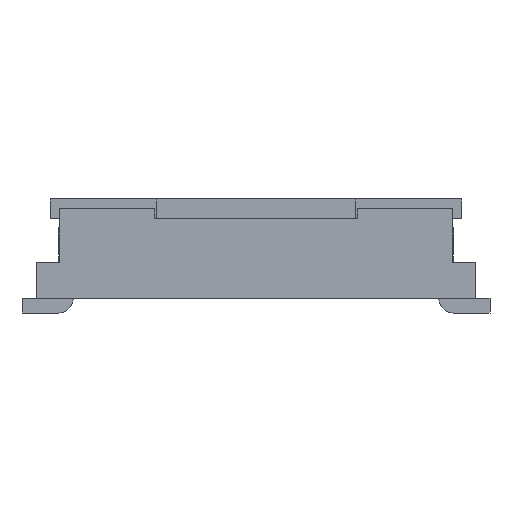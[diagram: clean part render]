
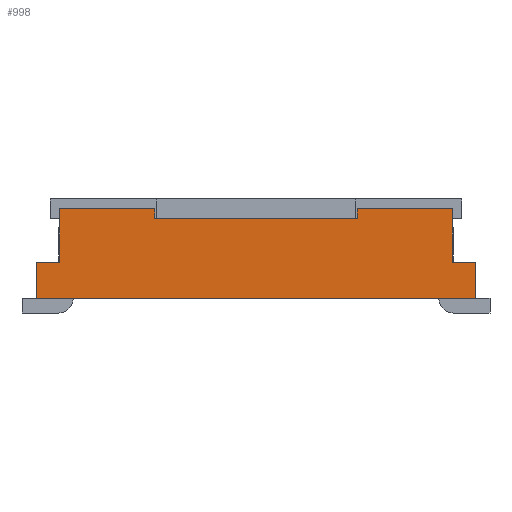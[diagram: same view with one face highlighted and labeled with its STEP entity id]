
A CAD part, left-side view. The second image highlights one B-rep face of the part: STEP entity #998.
In plain terms, the highlighted planar face has unit normal (-1, 0, 0).
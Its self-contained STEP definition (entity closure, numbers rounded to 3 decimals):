
#998 = ADVANCED_FACE( '', ( #2040 ), #2041, .F. );
#2040 = FACE_OUTER_BOUND( '', #3396, .T. );
#2041 = PLANE( '', #3397 );
#3396 = EDGE_LOOP( '', ( #4979, #4980, #4981, #4982, #4983, #4984, #4985, #4986, #4987, #4988, #4989, #4990, #4991, #4992, #4993, #4994 ) );
#3397 = AXIS2_PLACEMENT_3D( '', #4995, #4996, #4997 );
#4979 = ORIENTED_EDGE( '', *, *, #8952, .T. );
#4980 = ORIENTED_EDGE( '', *, *, #8953, .T. );
#4981 = ORIENTED_EDGE( '', *, *, #8954, .T. );
#4982 = ORIENTED_EDGE( '', *, *, #8955, .F. );
#4983 = ORIENTED_EDGE( '', *, *, #8956, .F. );
#4984 = ORIENTED_EDGE( '', *, *, #8957, .F. );
#4985 = ORIENTED_EDGE( '', *, *, #8958, .F. );
#4986 = ORIENTED_EDGE( '', *, *, #8959, .F. );
#4987 = ORIENTED_EDGE( '', *, *, #8960, .F. );
#4988 = ORIENTED_EDGE( '', *, *, #8961, .F. );
#4989 = ORIENTED_EDGE( '', *, *, #8962, .F. );
#4990 = ORIENTED_EDGE( '', *, *, #8963, .F. );
#4991 = ORIENTED_EDGE( '', *, *, #8964, .F. );
#4992 = ORIENTED_EDGE( '', *, *, #8785, .F. );
#4993 = ORIENTED_EDGE( '', *, *, #8965, .F. );
#4994 = ORIENTED_EDGE( '', *, *, #8797, .T. );
#4995 = CARTESIAN_POINT( '', ( -8.25, 4.5, 0.75 ) );
#4996 = DIRECTION( '', ( 1., 0., 0. ) );
#4997 = DIRECTION( '', ( 0., 0., -1. ) );
#8785 = EDGE_CURVE( '', #10315, #10316, #10317, .T. );
#8797 = EDGE_CURVE( '', #10338, #10336, #10339, .T. );
#8952 = EDGE_CURVE( '', #10336, #10623, #10624, .T. );
#8953 = EDGE_CURVE( '', #10623, #10625, #10626, .T. );
#8954 = EDGE_CURVE( '', #10625, #10627, #10628, .T. );
#8955 = EDGE_CURVE( '', #10629, #10627, #10630, .T. );
#8956 = EDGE_CURVE( '', #10631, #10629, #10632, .T. );
#8957 = EDGE_CURVE( '', #10633, #10631, #10634, .T. );
#8958 = EDGE_CURVE( '', #10635, #10633, #10636, .T. );
#8959 = EDGE_CURVE( '', #10637, #10635, #10638, .T. );
#8960 = EDGE_CURVE( '', #10639, #10637, #10640, .T. );
#8961 = EDGE_CURVE( '', #10641, #10639, #10642, .T. );
#8962 = EDGE_CURVE( '', #10643, #10641, #10644, .T. );
#8963 = EDGE_CURVE( '', #10645, #10643, #10646, .T. );
#8964 = EDGE_CURVE( '', #10316, #10645, #10647, .T. );
#8965 = EDGE_CURVE( '', #10338, #10315, #10648, .T. );
#10315 = VERTEX_POINT( '', #12607 );
#10316 = VERTEX_POINT( '', #12608 );
#10317 = LINE( '', #12609, #12610 );
#10336 = VERTEX_POINT( '', #12637 );
#10338 = VERTEX_POINT( '', #12640 );
#10339 = LINE( '', #12641, #12642 );
#10623 = VERTEX_POINT( '', #13306 );
#10624 = LINE( '', #13307, #13308 );
#10625 = VERTEX_POINT( '', #13309 );
#10626 = LINE( '', #13310, #13311 );
#10627 = VERTEX_POINT( '', #13312 );
#10628 = LINE( '', #13313, #13314 );
#10629 = VERTEX_POINT( '', #13315 );
#10630 = LINE( '', #13316, #13317 );
#10631 = VERTEX_POINT( '', #13318 );
#10632 = LINE( '', #13319, #13320 );
#10633 = VERTEX_POINT( '', #13321 );
#10634 = LINE( '', #13322, #13323 );
#10635 = VERTEX_POINT( '', #13324 );
#10636 = LINE( '', #13325, #13326 );
#10637 = VERTEX_POINT( '', #13327 );
#10638 = LINE( '', #13328, #13329 );
#10639 = VERTEX_POINT( '', #13330 );
#10640 = LINE( '', #13331, #13332 );
#10641 = VERTEX_POINT( '', #13333 );
#10642 = LINE( '', #13334, #13335 );
#10643 = VERTEX_POINT( '', #13336 );
#10644 = LINE( '', #13337, #13338 );
#10645 = VERTEX_POINT( '', #13339 );
#10646 = LINE( '', #13340, #13341 );
#10647 = LINE( '', #13342, #13343 );
#10648 = LINE( '', #13344, #13345 );
#12607 = CARTESIAN_POINT( '', ( -8.25, 4.025, 0.75 ) );
#12608 = CARTESIAN_POINT( '', ( -8.25, 4.025, 1.85 ) );
#12609 = CARTESIAN_POINT( '', ( -8.25, 4.025, 0.75 ) );
#12610 = VECTOR( '', #16342, 1000. );
#12637 = CARTESIAN_POINT( '', ( -8.25, 4.5, 0.01 ) );
#12640 = CARTESIAN_POINT( '', ( -8.25, 4.5, 0.75 ) );
#12641 = CARTESIAN_POINT( '', ( -8.25, 4.5, 0.75 ) );
#12642 = VECTOR( '', #16352, 1000. );
#13306 = CARTESIAN_POINT( '', ( -8.25, 3.5, 0.01 ) );
#13307 = CARTESIAN_POINT( '', ( -8.25, 4.5, 0.01 ) );
#13308 = VECTOR( '', #16439, 1000. );
#13309 = CARTESIAN_POINT( '', ( -8.25, 3.5, 0. ) );
#13310 = CARTESIAN_POINT( '', ( -8.25, 3.5, 0.01 ) );
#13311 = VECTOR( '', #16440, 1000. );
#13312 = CARTESIAN_POINT( '', ( -8.25, -3.5, 0. ) );
#13313 = CARTESIAN_POINT( '', ( -8.25, 4.5, 0. ) );
#13314 = VECTOR( '', #16441, 1000. );
#13315 = CARTESIAN_POINT( '', ( -8.25, -3.5, 0.01 ) );
#13316 = CARTESIAN_POINT( '', ( -8.25, -3.5, 0.01 ) );
#13317 = VECTOR( '', #16442, 1000. );
#13318 = CARTESIAN_POINT( '', ( -8.25, -4.5, 0.01 ) );
#13319 = CARTESIAN_POINT( '', ( -8.25, -4.5, 0.01 ) );
#13320 = VECTOR( '', #16443, 1000. );
#13321 = CARTESIAN_POINT( '', ( -8.25, -4.5, 0.75 ) );
#13322 = CARTESIAN_POINT( '', ( -8.25, -4.5, 0.75 ) );
#13323 = VECTOR( '', #16444, 1000. );
#13324 = CARTESIAN_POINT( '', ( -8.25, -4.025, 0.75 ) );
#13325 = CARTESIAN_POINT( '', ( -8.25, 4.5, 0.75 ) );
#13326 = VECTOR( '', #16445, 1000. );
#13327 = CARTESIAN_POINT( '', ( -8.25, -4.025, 1.85 ) );
#13328 = CARTESIAN_POINT( '', ( -8.25, -4.025, 1.85 ) );
#13329 = VECTOR( '', #16446, 1000. );
#13330 = CARTESIAN_POINT( '', ( -8.25, -2.075, 1.85 ) );
#13331 = CARTESIAN_POINT( '', ( -8.25, -2.075, 1.85 ) );
#13332 = VECTOR( '', #16447, 1000. );
#13333 = CARTESIAN_POINT( '', ( -8.25, -2.075, 1.65 ) );
#13334 = CARTESIAN_POINT( '', ( -8.25, -2.075, 1.65 ) );
#13335 = VECTOR( '', #16448, 1000. );
#13336 = CARTESIAN_POINT( '', ( -8.25, 2.075, 1.65 ) );
#13337 = CARTESIAN_POINT( '', ( -8.25, 2.075, 1.65 ) );
#13338 = VECTOR( '', #16449, 1000. );
#13339 = CARTESIAN_POINT( '', ( -8.25, 2.075, 1.85 ) );
#13340 = CARTESIAN_POINT( '', ( -8.25, 2.075, 1.85 ) );
#13341 = VECTOR( '', #16450, 1000. );
#13342 = CARTESIAN_POINT( '', ( -8.25, 4.025, 1.85 ) );
#13343 = VECTOR( '', #16451, 1000. );
#13344 = CARTESIAN_POINT( '', ( -8.25, 4.5, 0.75 ) );
#13345 = VECTOR( '', #16452, 1000. );
#16342 = DIRECTION( '', ( 0., 0., 1. ) );
#16352 = DIRECTION( '', ( 0., 0., -1. ) );
#16439 = DIRECTION( '', ( 0., -1., 0. ) );
#16440 = DIRECTION( '', ( 0., 0., -1. ) );
#16441 = DIRECTION( '', ( 0., -1., 0. ) );
#16442 = DIRECTION( '', ( 0., 0., -1. ) );
#16443 = DIRECTION( '', ( 0., 1., 0. ) );
#16444 = DIRECTION( '', ( 0., 0., -1. ) );
#16445 = DIRECTION( '', ( 0., -1., 0. ) );
#16446 = DIRECTION( '', ( 0., 0., -1. ) );
#16447 = DIRECTION( '', ( 0., -1., 0. ) );
#16448 = DIRECTION( '', ( 0., 0., 1. ) );
#16449 = DIRECTION( '', ( 0., -1., 0. ) );
#16450 = DIRECTION( '', ( 0., 0., -1. ) );
#16451 = DIRECTION( '', ( 0., -1., 0. ) );
#16452 = DIRECTION( '', ( 0., -1., 0. ) );
